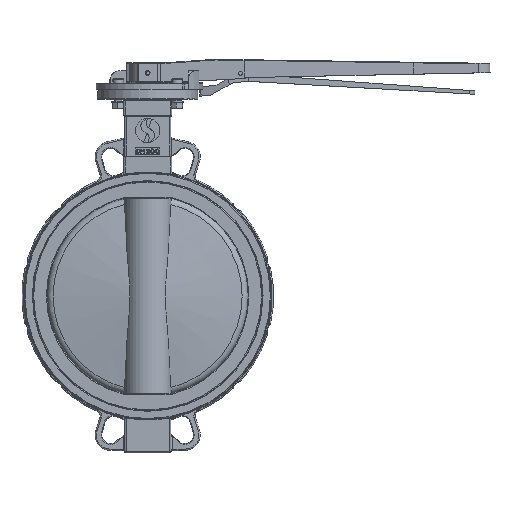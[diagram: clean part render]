
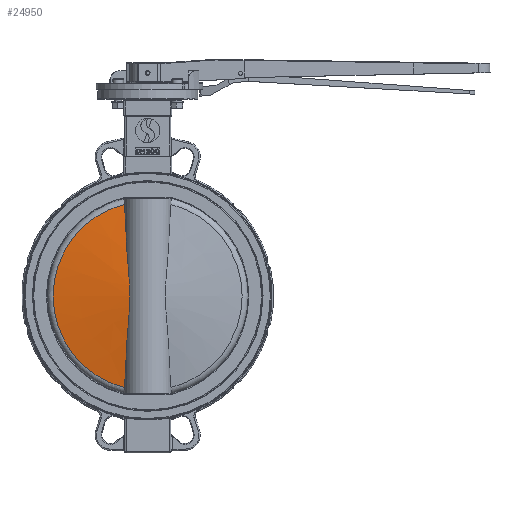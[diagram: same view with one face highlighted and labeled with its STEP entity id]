
A CAD part, top view. The second image highlights one B-rep face of the part: STEP entity #24950.
In plain terms, the highlighted conical face has half-angle 82.859 degrees and reference radius 7981.78 mm.
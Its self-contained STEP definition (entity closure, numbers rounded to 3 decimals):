
#443=B_SPLINE_CURVE_WITH_KNOTS('',3,(#34992,#34993,#34994,#34995,#34996,
#34997,#34998,#34999,#35000,#35001,#35002,#35003,#35004,#35005,#35006,#35007,
#35008,#35009,#35010,#35011,#35012,#35013,#35014,#35015,#35016,#35017),
 .UNSPECIFIED.,.F.,.F.,(4,2,2,2,2,2,2,2,2,2,2,2,4),(14.748,17.403,
20.883,22.623,24.364,26.104,27.844,
29.584,31.325,33.065,34.805,38.286,
40.94),.UNSPECIFIED.);
#1379=CONICAL_SURFACE('',#26491,7981.779,82.859);
#2109=FACE_OUTER_BOUND('',#3607,.T.);
#3607=EDGE_LOOP('',(#15961,#15962));
#5169=CIRCLE('',#26476,141.786);
#9753=VERTEX_POINT('',#34884);
#9754=VERTEX_POINT('',#34897);
#12117=EDGE_CURVE('',#9753,#9754,#5169,.T.);
#12128=EDGE_CURVE('',#9754,#9753,#443,.T.);
#15961=ORIENTED_EDGE('',*,*,#12128,.F.);
#15962=ORIENTED_EDGE('',*,*,#12117,.F.);
#24950=ADVANCED_FACE('',(#2109),#1379,.T.);
#26476=AXIS2_PLACEMENT_3D('',#34898,#28837,#28838);
#26491=AXIS2_PLACEMENT_3D('',#35105,#28867,#28868);
#28837=DIRECTION('center_axis',(0.005,0.,-1.));
#28838=DIRECTION('ref_axis',(-1.,0.,-0.005));
#28867=DIRECTION('center_axis',(0.005,0.,-1.));
#28868=DIRECTION('ref_axis',(-1.,0.,-0.005));
#34884=CARTESIAN_POINT('',(-114.604,-217.147,415.762));
#34897=CARTESIAN_POINT('',(-114.604,57.854,415.762));
#34898=CARTESIAN_POINT('Origin',(-80.007,-79.647,415.951));
#34992=CARTESIAN_POINT('Ctrl Pts',(-114.604,57.854,415.762));
#34993=CARTESIAN_POINT('Ctrl Pts',(-114.272,48.252,416.941));
#34994=CARTESIAN_POINT('Ctrl Pts',(-113.876,38.663,418.115));
#34995=CARTESIAN_POINT('Ctrl Pts',(-112.81,16.607,420.802));
#34996=CARTESIAN_POINT('Ctrl Pts',(-112.09,4.173,422.309));
#34997=CARTESIAN_POINT('Ctrl Pts',(-110.851,-14.248,
424.494));
#34998=CARTESIAN_POINT('Ctrl Pts',(-110.411,-20.35,
425.209));
#34999=CARTESIAN_POINT('Ctrl Pts',(-109.492,-32.462,
426.594));
#35000=CARTESIAN_POINT('Ctrl Pts',(-109.011,-38.471,
427.265));
#35001=CARTESIAN_POINT('Ctrl Pts',(-108.061,-50.388,428.507));
#35002=CARTESIAN_POINT('Ctrl Pts',(-107.585,-56.294,429.083));
#35003=CARTESIAN_POINT('Ctrl Pts',(-106.824,-68.022,
429.964));
#35004=CARTESIAN_POINT('Ctrl Pts',(-106.557,-73.846,
430.254));
#35005=CARTESIAN_POINT('Ctrl Pts',(-106.557,-85.448,
430.254));
#35006=CARTESIAN_POINT('Ctrl Pts',(-106.824,-91.271,
429.964));
#35007=CARTESIAN_POINT('Ctrl Pts',(-107.585,-102.999,429.083));
#35008=CARTESIAN_POINT('Ctrl Pts',(-108.061,-108.905,428.507));
#35009=CARTESIAN_POINT('Ctrl Pts',(-109.011,-120.823,
427.265));
#35010=CARTESIAN_POINT('Ctrl Pts',(-109.492,-126.832,
426.594));
#35011=CARTESIAN_POINT('Ctrl Pts',(-110.411,-138.943,
425.209));
#35012=CARTESIAN_POINT('Ctrl Pts',(-110.851,-145.045,
424.494));
#35013=CARTESIAN_POINT('Ctrl Pts',(-112.09,-163.466,422.309));
#35014=CARTESIAN_POINT('Ctrl Pts',(-112.81,-175.9,
420.802));
#35015=CARTESIAN_POINT('Ctrl Pts',(-113.876,-197.957,
418.115));
#35016=CARTESIAN_POINT('Ctrl Pts',(-114.272,-207.546,
416.941));
#35017=CARTESIAN_POINT('Ctrl Pts',(-114.604,-217.147,
415.762));
#35105=CARTESIAN_POINT('Origin',(-74.638,-79.647,-566.27));
